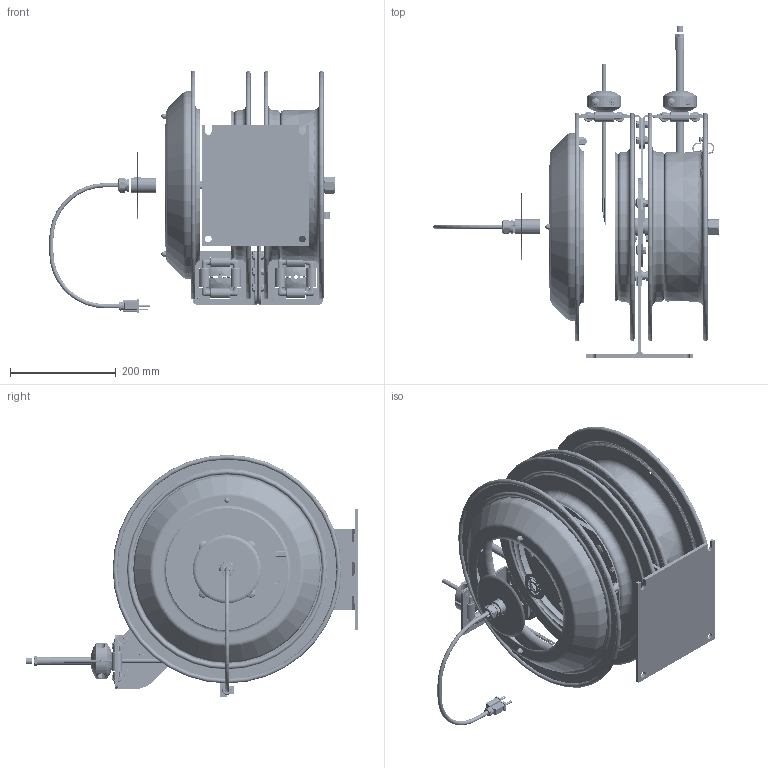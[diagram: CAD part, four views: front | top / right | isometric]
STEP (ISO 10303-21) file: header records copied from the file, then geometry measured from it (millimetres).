
FILE_DESCRIPTION(/* description */ (''),/* implementation_level */ '2;1');
FILE_NAME(/* name */ 'C-L350-5016-A_SHARED.stp',/* time_stamp */ '2020-03-09T09:43:57-07:00',/* author */ ('NMelton'),/* organization */ (''),/* preprocessor_version */ 'ST-DEVELOPER v17',/* originating_system */ 'Autodesk Inventor 2019',/* authorisation */ '');
FILE_SCHEMA (('AUTOMOTIVE_DESIGN { 1 0 10303 214 3 1 1 }'));
Products named in the file (1): C-L350-5016-A_SHARED
Bounding box: 539.6 x 627.18 x 457.5 mm (x, y, z)
Surface area: 1756345.7 mm2 (no closed solid volume)
Topology: 0 solids, 287 shells, 3153 faces, 18551 edges, 15365 vertices
Faces by surface type: plane 1675, cylinder 737, bspline 340, cone 210, torus 137, sphere 54
Full cylindrical faces by diameter (mm): 1.905 x3, 2.159 x2, 2.286 x1, 3.099 x4, 3.175 x3, 3.962 x2, 4.648 x1, 4.699 x6, 4.7 x92, 4.826 x4, 5.182 x2, 5.556 x2, 5.588 x6, 6.35 x101, 7.938 x3, 8.001 x3, 8.382 x1, 8.636 x6, 9.525 x1, 11.43 x3, 11.938 x1, 12.192 x5, 12.446 x1, 12.497 x4, 12.598 x2, 12.7 x3, 13.462 x4, 14.859 x1, 15.24 x1, 15.494 x2
Entity records: 221309 total; most frequent: CARTESIAN_POINT 90304, ORIENTED_EDGE 25281, DIRECTION 21072, EDGE_CURVE 18512, VERTEX_POINT 15365, LINE 10020, VECTOR 10020, AXIS2_PLACEMENT_3D 5526
